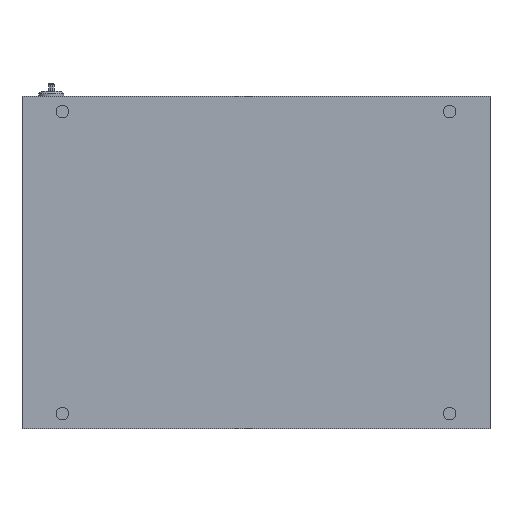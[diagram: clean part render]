
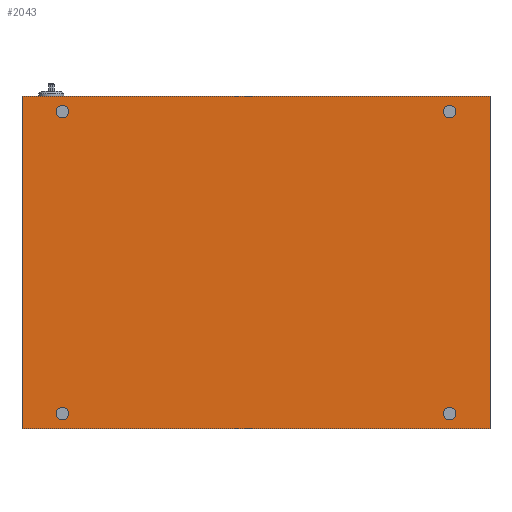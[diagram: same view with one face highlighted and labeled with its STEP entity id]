
A CAD part, front view. The second image highlights one B-rep face of the part: STEP entity #2043.
In plain terms, the highlighted planar face has unit normal (0, -1, 0).
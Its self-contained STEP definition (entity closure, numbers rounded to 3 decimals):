
#48 = PLANE ( 'NONE',  #2447 ) ;
#148 = EDGE_CURVE ( 'NONE', #503, #665, #318, .T. ) ;
#180 = CARTESIAN_POINT ( 'NONE',  ( 462.5, 0., -328.5 ) ) ;
#253 = ORIENTED_EDGE ( 'NONE', *, *, #692, .F. ) ;
#310 = VECTOR ( 'NONE', #1570, 1000. ) ;
#318 = LINE ( 'NONE', #3637, #1133 ) ;
#463 = ORIENTED_EDGE ( 'NONE', *, *, #148, .F. ) ;
#503 = VERTEX_POINT ( 'NONE', #3290 ) ;
#665 = VERTEX_POINT ( 'NONE', #1605 ) ;
#692 = EDGE_CURVE ( 'NONE', #1596, #2955, #2864, .T. ) ;
#888 = EDGE_CURVE ( 'NONE', #2955, #503, #3156, .T. ) ;
#958 = CARTESIAN_POINT ( 'NONE',  ( -462.5, 0., -328.5 ) ) ;
#1031 = DIRECTION ( 'NONE',  ( 0., 0., 1. ) ) ;
#1079 = VECTOR ( 'NONE', #2292, 1000. ) ;
#1133 = VECTOR ( 'NONE', #1742, 1000. ) ;
#1359 = CARTESIAN_POINT ( 'NONE',  ( 462.5, 0., -328.5 ) ) ;
#1453 = VECTOR ( 'NONE', #1031, 1000. ) ;
#1570 = DIRECTION ( 'NONE',  ( -1., 0., 0. ) ) ;
#1585 = DIRECTION ( 'NONE',  ( 0., 0., 1. ) ) ;
#1596 = VERTEX_POINT ( 'NONE', #1359 ) ;
#1605 = CARTESIAN_POINT ( 'NONE',  ( 462.5, 0., 328.5 ) ) ;
#1742 = DIRECTION ( 'NONE',  ( 1., 0., 0. ) ) ;
#1751 = EDGE_CURVE ( 'NONE', #665, #1596, #3951, .T. ) ;
#1900 = CARTESIAN_POINT ( 'NONE',  ( -462.5, 0., -328.5 ) ) ;
#2043 = ADVANCED_FACE ( 'NONE', ( #2520 ), #48, .F. ) ;
#2061 = ORIENTED_EDGE ( 'NONE', *, *, #888, .F. ) ;
#2173 = ORIENTED_EDGE ( 'NONE', *, *, #1751, .F. ) ;
#2178 = CARTESIAN_POINT ( 'NONE',  ( 0., 0., 0. ) ) ;
#2292 = DIRECTION ( 'NONE',  ( 0., 0., -1. ) ) ;
#2447 = AXIS2_PLACEMENT_3D ( 'NONE', #2178, #3453, #1585 ) ;
#2520 = FACE_OUTER_BOUND ( 'NONE', #2608, .T. ) ;
#2608 = EDGE_LOOP ( 'NONE', ( #2173, #463, #2061, #253 ) ) ;
#2861 = CARTESIAN_POINT ( 'NONE',  ( -462.5, 0., -328.5 ) ) ;
#2864 = LINE ( 'NONE', #2861, #310 ) ;
#2955 = VERTEX_POINT ( 'NONE', #958 ) ;
#3156 = LINE ( 'NONE', #1900, #1453 ) ;
#3290 = CARTESIAN_POINT ( 'NONE',  ( -462.5, 0., 328.5 ) ) ;
#3453 = DIRECTION ( 'NONE',  ( 0., 1., 0. ) ) ;
#3637 = CARTESIAN_POINT ( 'NONE',  ( -462.5, 0., 328.5 ) ) ;
#3951 = LINE ( 'NONE', #180, #1079 ) ;
